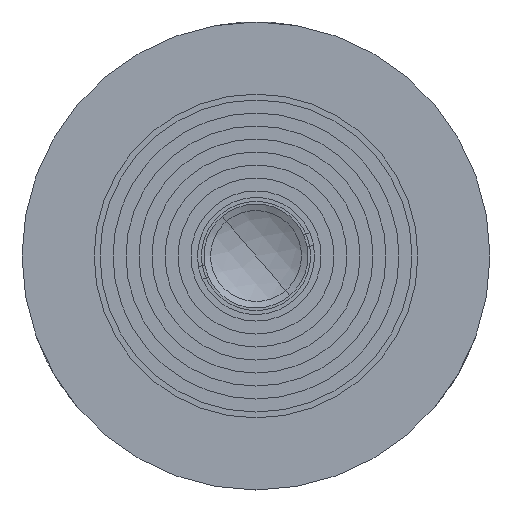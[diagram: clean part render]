
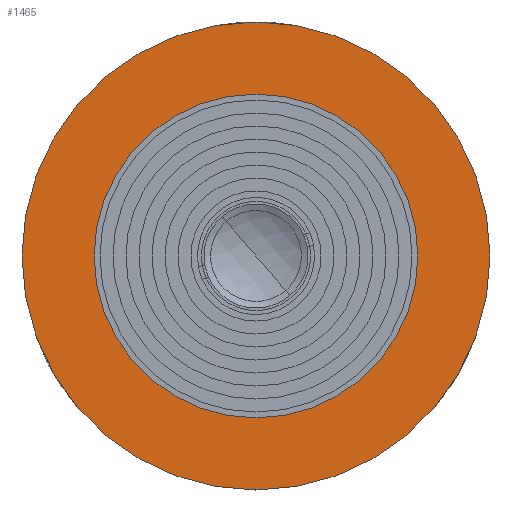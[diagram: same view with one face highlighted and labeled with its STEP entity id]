
A CAD part, left-side view. The second image highlights one B-rep face of the part: STEP entity #1465.
In plain terms, the highlighted planar face has unit normal (-1, 0, 0).
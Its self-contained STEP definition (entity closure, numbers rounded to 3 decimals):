
#17 = CARTESIAN_POINT ( 'NONE',  ( 0., 0., 0. ) ) ;
#47 = PLANE ( 'NONE',  #1676 ) ;
#172 = CARTESIAN_POINT ( 'NONE',  ( 0., 0., 0. ) ) ;
#307 = EDGE_CURVE ( 'NONE', #691, #2464, #1949, .T. ) ;
#326 = EDGE_CURVE ( 'NONE', #2464, #691, #374, .T. ) ;
#374 = CIRCLE ( 'NONE', #2510, 12.45 ) ;
#403 = CARTESIAN_POINT ( 'NONE',  ( 0., 0., 18. ) ) ;
#496 = ORIENTED_EDGE ( 'NONE', *, *, #2737, .T. ) ;
#504 = EDGE_LOOP ( 'NONE', ( #3135, #2727 ) ) ;
#554 = DIRECTION ( 'NONE',  ( -1., 0., 0. ) ) ;
#675 = DIRECTION ( 'NONE',  ( 0., 0., 1. ) ) ;
#691 = VERTEX_POINT ( 'NONE', #1824 ) ;
#813 = CARTESIAN_POINT ( 'NONE',  ( 0., 0., -18. ) ) ;
#822 = CARTESIAN_POINT ( 'NONE',  ( 0., 0., 12.45 ) ) ;
#855 = FACE_OUTER_BOUND ( 'NONE', #1898, .T. ) ;
#1170 = AXIS2_PLACEMENT_3D ( 'NONE', #172, #1766, #675 ) ;
#1171 = CARTESIAN_POINT ( 'NONE',  ( 0., 18., 0. ) ) ;
#1179 = CARTESIAN_POINT ( 'NONE',  ( 0., 0., 0. ) ) ;
#1205 = VERTEX_POINT ( 'NONE', #403 ) ;
#1352 = DIRECTION ( 'NONE',  ( -1., 0., 0. ) ) ;
#1452 = DIRECTION ( 'NONE',  ( 0., 0., 1. ) ) ;
#1465 = ADVANCED_FACE ( 'NONE', ( #3321, #855 ), #47, .F. ) ;
#1494 = ORIENTED_EDGE ( 'NONE', *, *, #2951, .T. ) ;
#1676 = AXIS2_PLACEMENT_3D ( 'NONE', #1171, #1970, #2484 ) ;
#1766 = DIRECTION ( 'NONE',  ( -1., 0., 0. ) ) ;
#1824 = CARTESIAN_POINT ( 'NONE',  ( 0., 0., -12.45 ) ) ;
#1898 = EDGE_LOOP ( 'NONE', ( #1494, #496 ) ) ;
#1902 = CARTESIAN_POINT ( 'NONE',  ( 0., 0., 0. ) ) ;
#1949 = CIRCLE ( 'NONE', #2236, 12.45 ) ;
#1970 = DIRECTION ( 'NONE',  ( 1., 0., 0. ) ) ;
#2201 = VERTEX_POINT ( 'NONE', #813 ) ;
#2236 = AXIS2_PLACEMENT_3D ( 'NONE', #1179, #554, #2489 ) ;
#2245 = DIRECTION ( 'NONE',  ( -1., 0., 0. ) ) ;
#2464 = VERTEX_POINT ( 'NONE', #822 ) ;
#2484 = DIRECTION ( 'NONE',  ( 0., 0., -1. ) ) ;
#2489 = DIRECTION ( 'NONE',  ( 0., 0., 1. ) ) ;
#2510 = AXIS2_PLACEMENT_3D ( 'NONE', #17, #2245, #1452 ) ;
#2570 = CIRCLE ( 'NONE', #3027, 18. ) ;
#2722 = CIRCLE ( 'NONE', #1170, 18. ) ;
#2727 = ORIENTED_EDGE ( 'NONE', *, *, #307, .F. ) ;
#2737 = EDGE_CURVE ( 'NONE', #2201, #1205, #2722, .T. ) ;
#2951 = EDGE_CURVE ( 'NONE', #1205, #2201, #2570, .T. ) ;
#2987 = DIRECTION ( 'NONE',  ( 0., 0., 1. ) ) ;
#3027 = AXIS2_PLACEMENT_3D ( 'NONE', #1902, #1352, #2987 ) ;
#3135 = ORIENTED_EDGE ( 'NONE', *, *, #326, .F. ) ;
#3321 = FACE_BOUND ( 'NONE', #504, .T. ) ;
